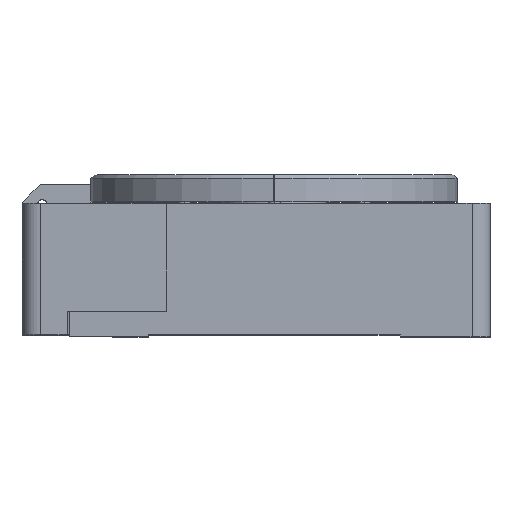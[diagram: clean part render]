
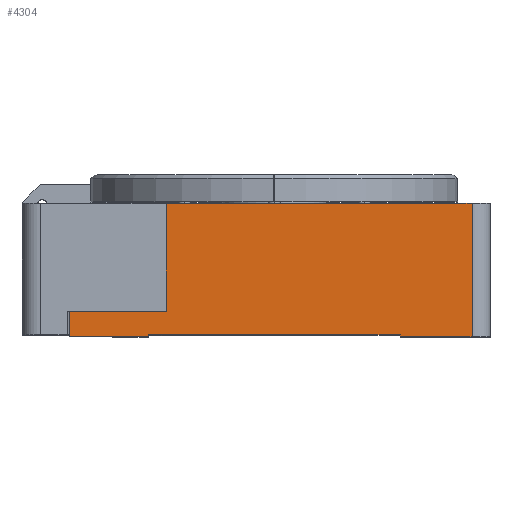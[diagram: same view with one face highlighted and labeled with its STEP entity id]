
A CAD part, top view. The second image highlights one B-rep face of the part: STEP entity #4304.
In plain terms, the highlighted planar face has unit normal (0, 0, 1).
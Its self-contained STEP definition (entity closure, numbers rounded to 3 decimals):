
#131 = ORIENTED_EDGE ( 'NONE', *, *, #9051, .F. ) ;
#1012 = LINE ( 'NONE', #27017, #26051 ) ;
#1591 = DIRECTION ( 'NONE',  ( -1., 0., 0. ) ) ;
#1975 = DIRECTION ( 'NONE',  ( 0., 1., 0. ) ) ;
#1976 = LINE ( 'NONE', #30013, #15552 ) ;
#2073 = LINE ( 'NONE', #16412, #14144 ) ;
#2440 = DIRECTION ( 'NONE',  ( -1., 0., 0. ) ) ;
#3507 = EDGE_CURVE ( 'NONE', #23919, #23672, #29238, .T. ) ;
#3784 = DIRECTION ( 'NONE',  ( 0., 0., -1. ) ) ;
#3947 = LINE ( 'NONE', #5964, #12604 ) ;
#4142 = CARTESIAN_POINT ( 'NONE',  ( -30., 37., 60. ) ) ;
#4304 = ADVANCED_FACE ( 'NONE', ( #22743 ), #10411, .F. ) ;
#5737 = ORIENTED_EDGE ( 'NONE', *, *, #26444, .T. ) ;
#5964 = CARTESIAN_POINT ( 'NONE',  ( -70., 0., 60. ) ) ;
#6844 = DIRECTION ( 'NONE',  ( 1., 0., 0. ) ) ;
#7148 = DIRECTION ( 'NONE',  ( 0., 1., 0. ) ) ;
#7412 = EDGE_LOOP ( 'NONE', ( #5737, #131, #11040, #12149, #29125, #19863, #20692, #13205, #23998, #9558 ) ) ;
#7655 = VECTOR ( 'NONE', #1591, 1000. ) ;
#7897 = CARTESIAN_POINT ( 'NONE',  ( -30., 7., 60. ) ) ;
#8108 = EDGE_CURVE ( 'NONE', #21342, #9262, #17577, .T. ) ;
#8454 = LINE ( 'NONE', #23546, #19092 ) ;
#9051 = EDGE_CURVE ( 'NONE', #24561, #26859, #8454, .T. ) ;
#9262 = VERTEX_POINT ( 'NONE', #26606 ) ;
#9558 = ORIENTED_EDGE ( 'NONE', *, *, #3507, .F. ) ;
#10411 = PLANE ( 'NONE',  #27501 ) ;
#10485 = VERTEX_POINT ( 'NONE', #15676 ) ;
#10969 = LINE ( 'NONE', #16433, #18574 ) ;
#11040 = ORIENTED_EDGE ( 'NONE', *, *, #25752, .T. ) ;
#11182 = DIRECTION ( 'NONE',  ( 0., -1., 0. ) ) ;
#11264 = CARTESIAN_POINT ( 'NONE',  ( -35., 0., 60. ) ) ;
#11382 = CARTESIAN_POINT ( 'NONE',  ( 35., 0.5, 60. ) ) ;
#11675 = VERTEX_POINT ( 'NONE', #11264 ) ;
#12149 = ORIENTED_EDGE ( 'NONE', *, *, #25659, .F. ) ;
#12231 = VECTOR ( 'NONE', #11182, 1000. ) ;
#12604 = VECTOR ( 'NONE', #31134, 1000. ) ;
#13205 = ORIENTED_EDGE ( 'NONE', *, *, #17311, .T. ) ;
#13719 = DIRECTION ( 'NONE',  ( 0., 1., 0. ) ) ;
#14079 = LINE ( 'NONE', #30189, #7655 ) ;
#14144 = VECTOR ( 'NONE', #30902, 1000. ) ;
#14307 = VERTEX_POINT ( 'NONE', #28677 ) ;
#14764 = EDGE_CURVE ( 'NONE', #10485, #14307, #1012, .T. ) ;
#14982 = CARTESIAN_POINT ( 'NONE',  ( 55., 37., 60. ) ) ;
#15552 = VECTOR ( 'NONE', #20120, 1000. ) ;
#15676 = CARTESIAN_POINT ( 'NONE',  ( 35., 0.5, 60. ) ) ;
#15949 = CARTESIAN_POINT ( 'NONE',  ( -57., 7., 60. ) ) ;
#16130 = CARTESIAN_POINT ( 'NONE',  ( -70., 0., 60. ) ) ;
#16412 = CARTESIAN_POINT ( 'NONE',  ( -35., 0.5, 60. ) ) ;
#16433 = CARTESIAN_POINT ( 'NONE',  ( 55., 37., 60. ) ) ;
#17311 = EDGE_CURVE ( 'NONE', #9262, #30736, #10969, .T. ) ;
#17577 = LINE ( 'NONE', #16130, #22554 ) ;
#18574 = VECTOR ( 'NONE', #1975, 1000. ) ;
#18723 = LINE ( 'NONE', #11382, #12231 ) ;
#19092 = VECTOR ( 'NONE', #13719, 1000. ) ;
#19863 = ORIENTED_EDGE ( 'NONE', *, *, #21851, .T. ) ;
#20057 = CARTESIAN_POINT ( 'NONE',  ( -57., 0., 60. ) ) ;
#20120 = DIRECTION ( 'NONE',  ( 1., 0., 0. ) ) ;
#20274 = CARTESIAN_POINT ( 'NONE',  ( -70., 37., 60. ) ) ;
#20692 = ORIENTED_EDGE ( 'NONE', *, *, #8108, .T. ) ;
#21342 = VERTEX_POINT ( 'NONE', #28015 ) ;
#21851 = EDGE_CURVE ( 'NONE', #10485, #21342, #18723, .T. ) ;
#22084 = CARTESIAN_POINT ( 'NONE',  ( -30., -119.491, 60. ) ) ;
#22554 = VECTOR ( 'NONE', #6844, 1000. ) ;
#22743 = FACE_OUTER_BOUND ( 'NONE', #7412, .T. ) ;
#22792 = VECTOR ( 'NONE', #7148, 1000. ) ;
#23546 = CARTESIAN_POINT ( 'NONE',  ( -57., -3., 60. ) ) ;
#23672 = VERTEX_POINT ( 'NONE', #4142 ) ;
#23919 = VERTEX_POINT ( 'NONE', #7897 ) ;
#23998 = ORIENTED_EDGE ( 'NONE', *, *, #26800, .F. ) ;
#24561 = VERTEX_POINT ( 'NONE', #20057 ) ;
#25659 = EDGE_CURVE ( 'NONE', #14307, #11675, #2073, .T. ) ;
#25752 = EDGE_CURVE ( 'NONE', #24561, #11675, #3947, .T. ) ;
#26051 = VECTOR ( 'NONE', #2440, 1000. ) ;
#26444 = EDGE_CURVE ( 'NONE', #23919, #26859, #14079, .T. ) ;
#26606 = CARTESIAN_POINT ( 'NONE',  ( 55., 0., 60. ) ) ;
#26800 = EDGE_CURVE ( 'NONE', #23672, #30736, #1976, .T. ) ;
#26859 = VERTEX_POINT ( 'NONE', #15949 ) ;
#27017 = CARTESIAN_POINT ( 'NONE',  ( -35., 0.5, 60. ) ) ;
#27501 = AXIS2_PLACEMENT_3D ( 'NONE', #20274, #3784, #30713 ) ;
#28015 = CARTESIAN_POINT ( 'NONE',  ( 35., 0., 60. ) ) ;
#28677 = CARTESIAN_POINT ( 'NONE',  ( -35., 0.5, 60. ) ) ;
#29125 = ORIENTED_EDGE ( 'NONE', *, *, #14764, .F. ) ;
#29238 = LINE ( 'NONE', #22084, #22792 ) ;
#30013 = CARTESIAN_POINT ( 'NONE',  ( -70., 37., 60. ) ) ;
#30189 = CARTESIAN_POINT ( 'NONE',  ( -70., 7., 60. ) ) ;
#30713 = DIRECTION ( 'NONE',  ( -1., 0., 0. ) ) ;
#30736 = VERTEX_POINT ( 'NONE', #14982 ) ;
#30902 = DIRECTION ( 'NONE',  ( 0., -1., 0. ) ) ;
#31134 = DIRECTION ( 'NONE',  ( 1., 0., 0. ) ) ;
